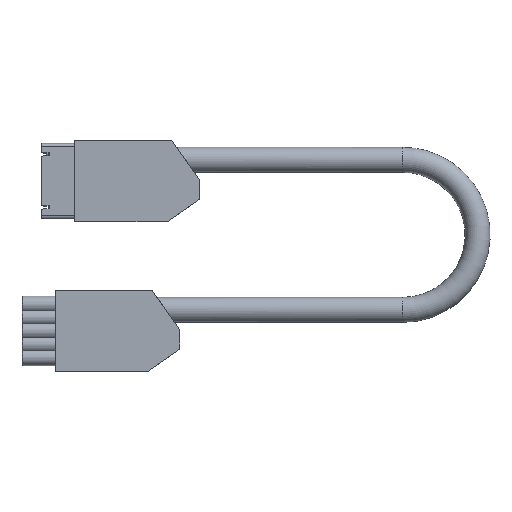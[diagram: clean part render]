
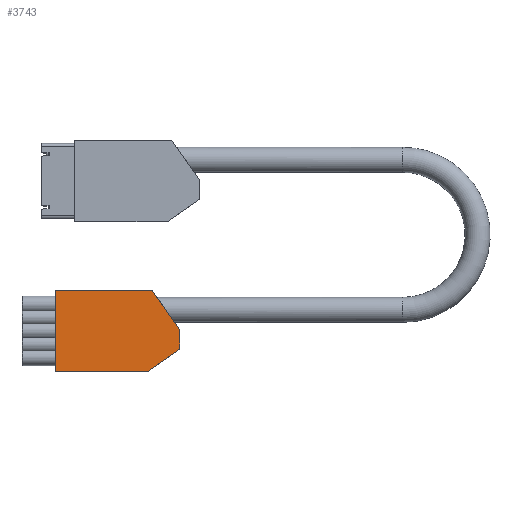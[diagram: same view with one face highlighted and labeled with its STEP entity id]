
A CAD part, top view. The second image highlights one B-rep face of the part: STEP entity #3743.
In plain terms, the highlighted planar face has unit normal (0, 0, 1).
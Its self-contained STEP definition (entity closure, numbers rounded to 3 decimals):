
#378=ORIENTED_EDGE('',*,*,#1130,.F.);
#379=ORIENTED_EDGE('',*,*,#1131,.F.);
#380=ORIENTED_EDGE('',*,*,#1132,.F.);
#381=ORIENTED_EDGE('',*,*,#1133,.F.);
#382=ORIENTED_EDGE('',*,*,#1134,.T.);
#383=ORIENTED_EDGE('',*,*,#1135,.T.);
#1130=EDGE_CURVE('',#1495,#1496,#1737,.T.);
#1131=EDGE_CURVE('',#1497,#1495,#1738,.T.);
#1132=EDGE_CURVE('',#1498,#1497,#1739,.T.);
#1133=EDGE_CURVE('',#1499,#1498,#1740,.T.);
#1134=EDGE_CURVE('',#1499,#1500,#1741,.T.);
#1135=EDGE_CURVE('',#1500,#1496,#1742,.T.);
#1495=VERTEX_POINT('',#5263);
#1496=VERTEX_POINT('',#5264);
#1497=VERTEX_POINT('',#5266);
#1498=VERTEX_POINT('',#5268);
#1499=VERTEX_POINT('',#5270);
#1500=VERTEX_POINT('',#5272);
#1737=LINE('',#5262,#2020);
#1738=LINE('',#5265,#2021);
#1739=LINE('',#5267,#2022);
#1740=LINE('',#5269,#2023);
#1741=LINE('',#5271,#2024);
#1742=LINE('',#5273,#2025);
#2020=VECTOR('',#4388,1000.);
#2021=VECTOR('',#4389,1000.);
#2022=VECTOR('',#4390,1000.);
#2023=VECTOR('',#4391,1000.);
#2024=VECTOR('',#4392,1000.);
#2025=VECTOR('',#4393,1000.);
#2209=EDGE_LOOP('',(#378,#379,#380,#381,#382,#383));
#2390=FACE_BOUND('',#2209,.T.);
#2560=PLANE('',#3943);
#3743=ADVANCED_FACE('',(#2390),#2560,.F.);
#3943=AXIS2_PLACEMENT_3D('',#5261,#4386,#4387);
#4386=DIRECTION('',(0.,0.,-1.));
#4387=DIRECTION('',(-1.,0.,0.));
#4388=DIRECTION('',(-0.819,-0.574,0.));
#4389=DIRECTION('',(0.,-1.,0.));
#4390=DIRECTION('',(0.574,-0.819,0.));
#4391=DIRECTION('',(1.,0.,0.));
#4392=DIRECTION('',(0.,-1.,0.));
#4393=DIRECTION('',(1.,0.,0.));
#5261=CARTESIAN_POINT('',(0.,16.3,5.4));
#5262=CARTESIAN_POINT('',(27.479,-22.934,5.4));
#5263=CARTESIAN_POINT('',(49.8,-7.3,5.4));
#5264=CARTESIAN_POINT('',(36.95,-16.3,5.4));
#5265=CARTESIAN_POINT('',(49.8,16.3,5.4));
#5266=CARTESIAN_POINT('',(49.8,0.59,5.4));
#5267=CARTESIAN_POINT('',(26.035,34.53,5.4));
#5268=CARTESIAN_POINT('',(38.8,16.3,5.4));
#5269=CARTESIAN_POINT('',(0.,16.3,5.4));
#5270=CARTESIAN_POINT('',(0.,16.3,5.4));
#5271=CARTESIAN_POINT('',(0.,16.3,5.4));
#5272=CARTESIAN_POINT('',(0.,-16.3,5.4));
#5273=CARTESIAN_POINT('',(0.,-16.3,5.4));
